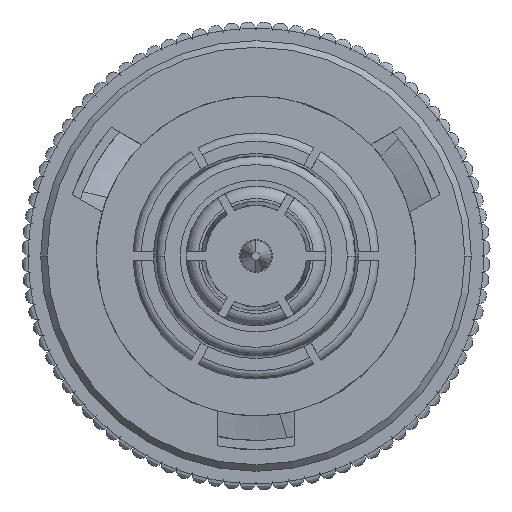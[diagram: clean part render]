
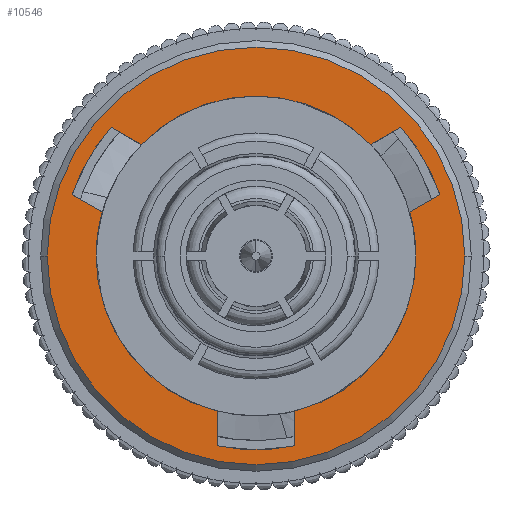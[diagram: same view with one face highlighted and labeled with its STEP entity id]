
A CAD part, left-side view. The second image highlights one B-rep face of the part: STEP entity #10546.
In plain terms, the highlighted face is planar.
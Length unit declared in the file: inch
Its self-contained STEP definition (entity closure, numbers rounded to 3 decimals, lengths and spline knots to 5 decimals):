
#270 = ORIENTED_EDGE ( 'NONE', *, *, #17021, .F. ) ;
#325 = CARTESIAN_POINT ( 'NONE',  ( 0., 0.2314, -0.0475 ) ) ;
#416 = CARTESIAN_POINT ( 'NONE',  ( 0., -0.15683, -0.17664 ) ) ;
#569 = AXIS2_PLACEMENT_3D ( 'NONE', #9263, #15950, #1294 ) ;
#681 = VERTEX_POINT ( 'NONE', #15270 ) ;
#850 = ORIENTED_EDGE ( 'NONE', *, *, #11095, .F. ) ;
#927 = EDGE_CURVE ( 'NONE', #1168, #23919, #7211, .T. ) ;
#1168 = VERTEX_POINT ( 'NONE', #10607 ) ;
#1294 = DIRECTION ( 'NONE',  ( 0., 0., 1. ) ) ;
#1498 = CIRCLE ( 'NONE', #6760, 0.195 ) ;
#1582 = CARTESIAN_POINT ( 'NONE',  ( 0., 0.18913, 0.0475 ) ) ;
#2032 = CARTESIAN_POINT ( 'NONE',  ( 0., -0.15683, -0.17664 ) ) ;
#2463 = LINE ( 'NONE', #19310, #4036 ) ;
#2759 = DIRECTION ( 'NONE',  ( -1., 0., 0. ) ) ;
#3646 = DIRECTION ( 'NONE',  ( 0., 0.5, -0.866 ) ) ;
#3838 = VERTEX_POINT ( 'NONE', #15946 ) ;
#4036 = VECTOR ( 'NONE', #15439, 39.37008 ) ;
#4064 = ORIENTED_EDGE ( 'NONE', *, *, #8890, .T. ) ;
#4556 = VECTOR ( 'NONE', #15566, 39.37008 ) ;
#4967 = CARTESIAN_POINT ( 'NONE',  ( 0., 0., 0. ) ) ;
#5222 = ORIENTED_EDGE ( 'NONE', *, *, #5785, .F. ) ;
#5389 = CIRCLE ( 'NONE', #569, 0.23622 ) ;
#5454 = CARTESIAN_POINT ( 'NONE',  ( 0., -0.07456, -0.22414 ) ) ;
#5585 = ORIENTED_EDGE ( 'NONE', *, *, #20063, .T. ) ;
#5591 = CARTESIAN_POINT ( 'NONE',  ( 0., 0., 0. ) ) ;
#5785 = EDGE_CURVE ( 'NONE', #8429, #26749, #23436, .T. ) ;
#5827 = AXIS2_PLACEMENT_3D ( 'NONE', #16972, #10686, #17874 ) ;
#5974 = CARTESIAN_POINT ( 'NONE',  ( 0., -0.15683, 0.17664 ) ) ;
#6551 = CARTESIAN_POINT ( 'NONE',  ( 0., -0.05343, -0.18754 ) ) ;
#6582 = CARTESIAN_POINT ( 'NONE',  ( 0., 0., 0.195 ) ) ;
#6680 = CARTESIAN_POINT ( 'NONE',  ( 0., 0., 0. ) ) ;
#6760 = AXIS2_PLACEMENT_3D ( 'NONE', #20930, #19037, #10662 ) ;
#6781 = AXIS2_PLACEMENT_3D ( 'NONE', #21910, #24097, #25749 ) ;
#6829 = VERTEX_POINT ( 'NONE', #13317 ) ;
#7211 = CIRCLE ( 'NONE', #10722, 0.195 ) ;
#7371 = DIRECTION ( 'NONE',  ( 1., 0., 0. ) ) ;
#7605 = CIRCLE ( 'NONE', #9769, 0.23622 ) ;
#7789 = CARTESIAN_POINT ( 'NONE',  ( 0., -0.07456, -0.22414 ) ) ;
#7840 = LINE ( 'NONE', #24789, #8827 ) ;
#8178 = CARTESIAN_POINT ( 'NONE',  ( 0., -0.05343, 0.18754 ) ) ;
#8319 = ORIENTED_EDGE ( 'NONE', *, *, #24657, .F. ) ;
#8395 = VERTEX_POINT ( 'NONE', #6582 ) ;
#8429 = VERTEX_POINT ( 'NONE', #13534 ) ;
#8458 = VERTEX_POINT ( 'NONE', #19694 ) ;
#8787 = DIRECTION ( 'NONE',  ( 0., -0.5, -0.866 ) ) ;
#8827 = VECTOR ( 'NONE', #20153, 39.37008 ) ;
#8890 = EDGE_CURVE ( 'NONE', #21245, #8395, #10399, .T. ) ;
#9255 = ORIENTED_EDGE ( 'NONE', *, *, #25794, .F. ) ;
#9263 = CARTESIAN_POINT ( 'NONE',  ( 0., 0., 0. ) ) ;
#9567 = CARTESIAN_POINT ( 'NONE',  ( 0., 0.2314, 0.0475 ) ) ;
#9769 = AXIS2_PLACEMENT_3D ( 'NONE', #5591, #7371, #18030 ) ;
#10064 = EDGE_CURVE ( 'NONE', #8395, #20049, #21220, .T. ) ;
#10229 = CARTESIAN_POINT ( 'NONE',  ( 0., -0.1357, 0.14004 ) ) ;
#10310 = CIRCLE ( 'NONE', #12059, 0.2545 ) ;
#10391 = EDGE_CURVE ( 'NONE', #8458, #23919, #18578, .T. ) ;
#10399 = CIRCLE ( 'NONE', #27023, 0.195 ) ;
#10546 = ADVANCED_FACE ( 'NONE', ( #23470, #10890 ), #25118, .F. ) ;
#10607 = CARTESIAN_POINT ( 'NONE',  ( 0., -0.1357, -0.14004 ) ) ;
#10662 = DIRECTION ( 'NONE',  ( 0., 0., 1. ) ) ;
#10686 = DIRECTION ( 'NONE',  ( -1., 0., 0. ) ) ;
#10722 = AXIS2_PLACEMENT_3D ( 'NONE', #13365, #21701, #24959 ) ;
#10890 = FACE_BOUND ( 'NONE', #14749, .T. ) ;
#11035 = ORIENTED_EDGE ( 'NONE', *, *, #10064, .T. ) ;
#11057 = CIRCLE ( 'NONE', #5827, 0.195 ) ;
#11095 = EDGE_CURVE ( 'NONE', #21245, #14593, #7840, .T. ) ;
#11310 = DIRECTION ( 'NONE',  ( 0., 0., 1. ) ) ;
#11412 = CARTESIAN_POINT ( 'NONE',  ( 0., 0., 0.2545 ) ) ;
#11459 = VECTOR ( 'NONE', #8787, 39.37008 ) ;
#11597 = ORIENTED_EDGE ( 'NONE', *, *, #19353, .F. ) ;
#11650 = DIRECTION ( 'NONE',  ( 0., 0., 1. ) ) ;
#12059 = AXIS2_PLACEMENT_3D ( 'NONE', #24423, #22374, #20604 ) ;
#12517 = ORIENTED_EDGE ( 'NONE', *, *, #927, .T. ) ;
#12646 = LINE ( 'NONE', #325, #20533 ) ;
#13238 = DIRECTION ( 'NONE',  ( -1., 0., 0. ) ) ;
#13317 = CARTESIAN_POINT ( 'NONE',  ( 0., 0., -0.195 ) ) ;
#13365 = CARTESIAN_POINT ( 'NONE',  ( 0., 0., 0. ) ) ;
#13393 = ORIENTED_EDGE ( 'NONE', *, *, #19387, .F. ) ;
#13534 = CARTESIAN_POINT ( 'NONE',  ( 0., 0., -0.2545 ) ) ;
#14513 = ORIENTED_EDGE ( 'NONE', *, *, #19904, .F. ) ;
#14547 = DIRECTION ( 'NONE',  ( 0., 1., 0. ) ) ;
#14593 = VERTEX_POINT ( 'NONE', #21402 ) ;
#14726 = CARTESIAN_POINT ( 'NONE',  ( 0., 0.195, 0. ) ) ;
#14749 = EDGE_LOOP ( 'NONE', ( #5585, #26559, #8319, #18345, #13393, #12517, #26238, #14513, #850, #4064, #11035, #11597, #270, #9255 ) ) ;
#15021 = VERTEX_POINT ( 'NONE', #9567 ) ;
#15270 = CARTESIAN_POINT ( 'NONE',  ( 0., 0.18913, -0.0475 ) ) ;
#15439 = DIRECTION ( 'NONE',  ( 0., -1., 0. ) ) ;
#15566 = DIRECTION ( 'NONE',  ( 0., 0.5, 0.866 ) ) ;
#15715 = DIRECTION ( 'NONE',  ( 1., 0., 0. ) ) ;
#15824 = LINE ( 'NONE', #5454, #4556 ) ;
#15918 = CIRCLE ( 'NONE', #16808, 0.23622 ) ;
#15946 = CARTESIAN_POINT ( 'NONE',  ( 0., 0.2314, -0.0475 ) ) ;
#15950 = DIRECTION ( 'NONE',  ( 1., 0., 0. ) ) ;
#16808 = AXIS2_PLACEMENT_3D ( 'NONE', #17787, #15715, #22021 ) ;
#16972 = CARTESIAN_POINT ( 'NONE',  ( 0., 0., 0. ) ) ;
#17021 = EDGE_CURVE ( 'NONE', #3838, #15021, #15918, .T. ) ;
#17042 = DIRECTION ( 'NONE',  ( -1., 0., 0. ) ) ;
#17083 = VERTEX_POINT ( 'NONE', #2032 ) ;
#17121 = EDGE_CURVE ( 'NONE', #6829, #19682, #1498, .T. ) ;
#17403 = EDGE_LOOP ( 'NONE', ( #26062, #5222 ) ) ;
#17787 = CARTESIAN_POINT ( 'NONE',  ( 0., 0., 0. ) ) ;
#17874 = DIRECTION ( 'NONE',  ( 0., 0., 1. ) ) ;
#18030 = DIRECTION ( 'NONE',  ( 0., 0., 1. ) ) ;
#18249 = EDGE_CURVE ( 'NONE', #26749, #8429, #10310, .T. ) ;
#18345 = ORIENTED_EDGE ( 'NONE', *, *, #24600, .F. ) ;
#18578 = LINE ( 'NONE', #5974, #25585 ) ;
#19037 = DIRECTION ( 'NONE',  ( -1., 0., 0. ) ) ;
#19310 = CARTESIAN_POINT ( 'NONE',  ( 0., 0.2314, 0.0475 ) ) ;
#19353 = EDGE_CURVE ( 'NONE', #15021, #20049, #2463, .T. ) ;
#19387 = EDGE_CURVE ( 'NONE', #1168, #17083, #21744, .T. ) ;
#19682 = VERTEX_POINT ( 'NONE', #6551 ) ;
#19694 = CARTESIAN_POINT ( 'NONE',  ( 0., -0.15683, 0.17664 ) ) ;
#19904 = EDGE_CURVE ( 'NONE', #14593, #8458, #5389, .T. ) ;
#20049 = VERTEX_POINT ( 'NONE', #1582 ) ;
#20063 = EDGE_CURVE ( 'NONE', #681, #6829, #11057, .T. ) ;
#20153 = DIRECTION ( 'NONE',  ( 0., -0.5, 0.866 ) ) ;
#20533 = VECTOR ( 'NONE', #14547, 39.37008 ) ;
#20604 = DIRECTION ( 'NONE',  ( 0., 0., 1. ) ) ;
#20930 = CARTESIAN_POINT ( 'NONE',  ( 0., 0., 0. ) ) ;
#21160 = DIRECTION ( 'NONE',  ( 0., 0., 1. ) ) ;
#21220 = CIRCLE ( 'NONE', #6781, 0.195 ) ;
#21245 = VERTEX_POINT ( 'NONE', #8178 ) ;
#21402 = CARTESIAN_POINT ( 'NONE',  ( 0., -0.07456, 0.22414 ) ) ;
#21701 = DIRECTION ( 'NONE',  ( -1., 0., 0. ) ) ;
#21744 = LINE ( 'NONE', #416, #11459 ) ;
#21910 = CARTESIAN_POINT ( 'NONE',  ( 0., 0., 0. ) ) ;
#22021 = DIRECTION ( 'NONE',  ( 0., 0., 1. ) ) ;
#22374 = DIRECTION ( 'NONE',  ( -1., 0., 0. ) ) ;
#22981 = AXIS2_PLACEMENT_3D ( 'NONE', #14726, #17042, #21160 ) ;
#23436 = CIRCLE ( 'NONE', #24301, 0.2545 ) ;
#23470 = FACE_OUTER_BOUND ( 'NONE', #17403, .T. ) ;
#23919 = VERTEX_POINT ( 'NONE', #10229 ) ;
#24097 = DIRECTION ( 'NONE',  ( -1., 0., 0. ) ) ;
#24301 = AXIS2_PLACEMENT_3D ( 'NONE', #4967, #2759, #11650 ) ;
#24423 = CARTESIAN_POINT ( 'NONE',  ( 0., 0., 0. ) ) ;
#24600 = EDGE_CURVE ( 'NONE', #17083, #25307, #7605, .T. ) ;
#24657 = EDGE_CURVE ( 'NONE', #25307, #19682, #15824, .T. ) ;
#24789 = CARTESIAN_POINT ( 'NONE',  ( 0., -0.07456, 0.22414 ) ) ;
#24959 = DIRECTION ( 'NONE',  ( 0., 0., 1. ) ) ;
#25118 = PLANE ( 'NONE',  #22981 ) ;
#25307 = VERTEX_POINT ( 'NONE', #7789 ) ;
#25585 = VECTOR ( 'NONE', #3646, 39.37008 ) ;
#25749 = DIRECTION ( 'NONE',  ( 0., 0., 1. ) ) ;
#25794 = EDGE_CURVE ( 'NONE', #681, #3838, #12646, .T. ) ;
#26062 = ORIENTED_EDGE ( 'NONE', *, *, #18249, .F. ) ;
#26238 = ORIENTED_EDGE ( 'NONE', *, *, #10391, .F. ) ;
#26559 = ORIENTED_EDGE ( 'NONE', *, *, #17121, .T. ) ;
#26749 = VERTEX_POINT ( 'NONE', #11412 ) ;
#27023 = AXIS2_PLACEMENT_3D ( 'NONE', #6680, #13238, #11310 ) ;
